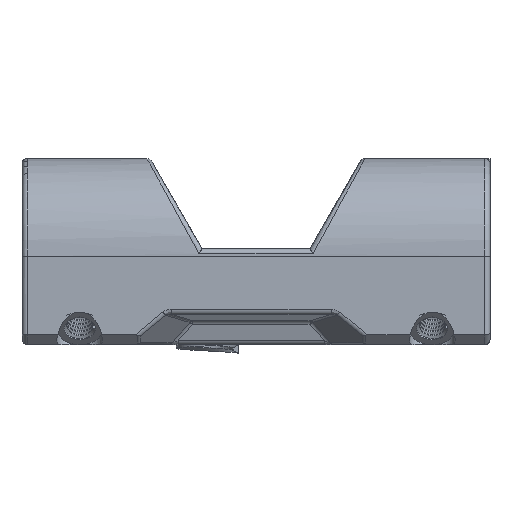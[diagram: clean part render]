
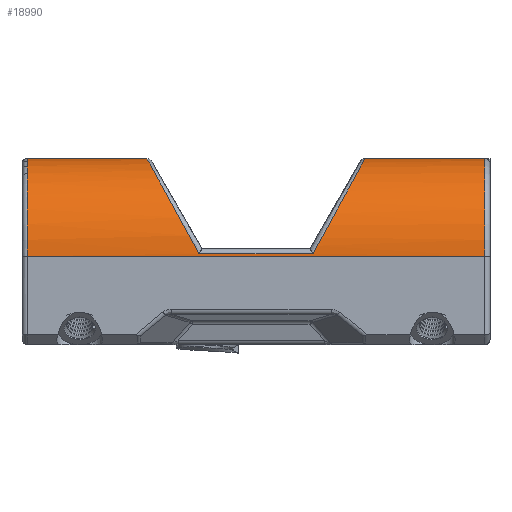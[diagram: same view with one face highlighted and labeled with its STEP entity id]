
A CAD part, front view. The second image highlights one B-rep face of the part: STEP entity #18990.
In plain terms, the highlighted cylindrical face has radius 9.4 mm (diameter 18.8 mm), a partial arc.
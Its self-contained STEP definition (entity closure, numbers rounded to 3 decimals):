
#212 = ORIENTED_EDGE ( 'NONE', *, *, #23552, .T. ) ;
#721 = LINE ( 'NONE', #4545, #10583 ) ;
#785 = CARTESIAN_POINT ( 'NONE',  ( 48.781, -53.267, -8.182 ) ) ;
#793 = ORIENTED_EDGE ( 'NONE', *, *, #10554, .T. ) ;
#1073 = CIRCLE ( 'NONE', #10923, 9.4 ) ;
#1145 = CYLINDRICAL_SURFACE ( 'NONE', #17849, 9.4 ) ;
#1206 = CARTESIAN_POINT ( 'NONE',  ( 32.878, -52.037, -12.322 ) ) ;
#1230 = CARTESIAN_POINT ( 'NONE',  ( 34.217, -70.445, -14.771 ) ) ;
#1310 = CARTESIAN_POINT ( 'NONE',  ( 46.591, -52.032, -12.34 ) ) ;
#1550 = EDGE_CURVE ( 'NONE', #14534, #8833, #721, .T. ) ;
#1612 = EDGE_CURVE ( 'NONE', #4621, #7433, #10342, .T. ) ;
#1917 = VECTOR ( 'NONE', #17633, 1000. ) ;
#2259 = VERTEX_POINT ( 'NONE', #24219 ) ;
#2560 = CARTESIAN_POINT ( 'NONE',  ( 50.193, -66.448, -5.6 ) ) ;
#2650 = DIRECTION ( 'NONE',  ( 1., 0., 0. ) ) ;
#2951 = ORIENTED_EDGE ( 'NONE', *, *, #12859, .T. ) ;
#3078 = CARTESIAN_POINT ( 'NONE',  ( 17.698, -52.032, -12.34 ) ) ;
#3715 = CARTESIAN_POINT ( 'NONE',  ( 45.18, -70.445, -14.771 ) ) ;
#4260 = CARTESIAN_POINT ( 'NONE',  ( 32.806, -52.032, -12.34 ) ) ;
#4473 = ORIENTED_EDGE ( 'NONE', *, *, #9038, .T. ) ;
#4545 = CARTESIAN_POINT ( 'NONE',  ( -56.121, -70.445, -14.771 ) ) ;
#4621 = VERTEX_POINT ( 'NONE', #3078 ) ;
#5999 = CARTESIAN_POINT ( 'NONE',  ( 17.698, -61.047, -15. ) ) ;
#6034 = VERTEX_POINT ( 'NONE', #1206 ) ;
#6216 = ORIENTED_EDGE ( 'NONE', *, *, #1612, .F. ) ;
#6780 = CIRCLE ( 'NONE', #9941, 9.4 ) ;
#6884 = CARTESIAN_POINT ( 'NONE',  ( 32.878, -52.037, -12.322 ) ) ;
#7125 = CARTESIAN_POINT ( 'NONE',  ( 32.848, -52.033, -12.335 ) ) ;
#7292 = CARTESIAN_POINT ( 'NONE',  ( 61.698, -52.032, -12.34 ) ) ;
#7433 = VERTEX_POINT ( 'NONE', #4260 ) ;
#7722 = EDGE_LOOP ( 'NONE', ( #11548, #11472, #8445, #4473, #13087, #23847, #21417, #212, #793, #6216, #2951 ) ) ;
#7750 = VECTOR ( 'NONE', #2650, 1000. ) ;
#8445 = ORIENTED_EDGE ( 'NONE', *, *, #20644, .F. ) ;
#8525 = VERTEX_POINT ( 'NONE', #19624 ) ;
#8556 = DIRECTION ( 'NONE',  ( 1., 0., 0. ) ) ;
#8759 = CARTESIAN_POINT ( 'NONE',  ( 32.878, -52.037, -12.322 ) ) ;
#8833 = VERTEX_POINT ( 'NONE', #13306 ) ;
#8842 = CARTESIAN_POINT ( 'NONE',  ( 46.574, -52.032, -12.34 ) ) ;
#8846 = CARTESIAN_POINT ( 'NONE',  ( 32.864, -52.035, -12.33 ) ) ;
#9038 = EDGE_CURVE ( 'NONE', #12600, #8525, #21664, .T. ) ;
#9375 = CARTESIAN_POINT ( 'NONE',  ( -56.121, -52.032, -12.34 ) ) ;
#9631 = VECTOR ( 'NONE', #20831, 1000. ) ;
#9678 = CARTESIAN_POINT ( 'NONE',  ( 46.518, -52.037, -12.322 ) ) ;
#9833 = CARTESIAN_POINT ( 'NONE',  ( 45.18, -70.445, -14.771 ) ) ;
#9941 = AXIS2_PLACEMENT_3D ( 'NONE', #16434, #14111, #18288 ) ;
#10283 =( BOUNDED_CURVE ( )  B_SPLINE_CURVE ( 3, ( #9678, #785, #22868, #15837 ),
 .UNSPECIFIED., .F., .T. ) 
 B_SPLINE_CURVE_WITH_KNOTS ( ( 4, 4 ),
 ( 5.001, 6.283 ),
 .UNSPECIFIED. ) 
 CURVE ( )  GEOMETRIC_REPRESENTATION_ITEM ( )  RATIONAL_B_SPLINE_CURVE ( ( 1., 0.868, 0.868, 1. ) ) 
 REPRESENTATION_ITEM ( '' )  );
#10319 = CARTESIAN_POINT ( 'NONE',  ( 48.131, -70.313, -9.372 ) ) ;
#10342 = LINE ( 'NONE', #11838, #1917 ) ;
#10554 = EDGE_CURVE ( 'NONE', #6034, #7433, #20114, .T. ) ;
#10579 = CARTESIAN_POINT ( 'NONE',  ( 32.806, -52.032, -12.34 ) ) ;
#10583 = VECTOR ( 'NONE', #21190, 1000. ) ;
#10876 = EDGE_CURVE ( 'NONE', #17277, #14534, #20647, .T. ) ;
#10923 = AXIS2_PLACEMENT_3D ( 'NONE', #5999, #13398, #11434 ) ;
#10950 = CARTESIAN_POINT ( 'NONE',  ( 32.824, -52.032, -12.339 ) ) ;
#11434 = DIRECTION ( 'NONE',  ( 0., -1., 0. ) ) ;
#11472 = ORIENTED_EDGE ( 'NONE', *, *, #17715, .T. ) ;
#11548 = ORIENTED_EDGE ( 'NONE', *, *, #12517, .T. ) ;
#11838 = CARTESIAN_POINT ( 'NONE',  ( -56.121, -52.032, -12.34 ) ) ;
#12147 = CARTESIAN_POINT ( 'NONE',  ( -56.121, -70.447, -15. ) ) ;
#12267 = CARTESIAN_POINT ( 'NONE',  ( -56.121, -61.047, -15. ) ) ;
#12315 = CARTESIAN_POINT ( 'NONE',  ( 46.534, -52.035, -12.33 ) ) ;
#12517 = EDGE_CURVE ( 'NONE', #15682, #2259, #19541, .T. ) ;
#12600 = VERTEX_POINT ( 'NONE', #21871 ) ;
#12838 = LINE ( 'NONE', #9375, #9631 ) ;
#12859 = EDGE_CURVE ( 'NONE', #4621, #15682, #1073, .T. ) ;
#13087 = ORIENTED_EDGE ( 'NONE', *, *, #17554, .T. ) ;
#13306 = CARTESIAN_POINT ( 'NONE',  ( 34.217, -70.445, -14.771 ) ) ;
#13398 = DIRECTION ( 'NONE',  ( 1., 0., 0. ) ) ;
#14111 = DIRECTION ( 'NONE',  ( -1., 0., 0. ) ) ;
#14534 = VERTEX_POINT ( 'NONE', #3715 ) ;
#14637 = CARTESIAN_POINT ( 'NONE',  ( 32.832, -52.032, -12.338 ) ) ;
#15682 = VERTEX_POINT ( 'NONE', #22506 ) ;
#15837 = CARTESIAN_POINT ( 'NONE',  ( 50.193, -61.047, -5.6 ) ) ;
#15848 = CARTESIAN_POINT ( 'NONE',  ( 50.193, -61.047, -5.6 ) ) ;
#16149 = VERTEX_POINT ( 'NONE', #7292 ) ;
#16373 = CARTESIAN_POINT ( 'NONE',  ( 46.526, -52.036, -12.327 ) ) ;
#16434 = CARTESIAN_POINT ( 'NONE',  ( 61.698, -61.047, -15. ) ) ;
#16494 = CARTESIAN_POINT ( 'NONE',  ( 46.543, -52.034, -12.333 ) ) ;
#17277 = VERTEX_POINT ( 'NONE', #15848 ) ;
#17358 = CARTESIAN_POINT ( 'NONE',  ( 50.193, -61.047, -5.6 ) ) ;
#17554 = EDGE_CURVE ( 'NONE', #8525, #17277, #10283, .T. ) ;
#17572 =( BOUNDED_CURVE ( )  B_SPLINE_CURVE ( 3, ( #1230, #20464, #20096, #8759 ),
 .UNSPECIFIED., .F., .T. ) 
 B_SPLINE_CURVE_WITH_KNOTS ( ( 4, 4 ),
 ( 1.595, 4.424 ),
 .UNSPECIFIED. ) 
 CURVE ( )  GEOMETRIC_REPRESENTATION_ITEM ( )  RATIONAL_B_SPLINE_CURVE ( ( 1., 0.437, 0.437, 1. ) ) 
 REPRESENTATION_ITEM ( '' )  );
#17633 = DIRECTION ( 'NONE',  ( 1., 0., 0. ) ) ;
#17715 = EDGE_CURVE ( 'NONE', #2259, #16149, #6780, .T. ) ;
#17849 = AXIS2_PLACEMENT_3D ( 'NONE', #12267, #8556, #18170 ) ;
#18170 = DIRECTION ( 'NONE',  ( 0., 1., 0. ) ) ;
#18288 = DIRECTION ( 'NONE',  ( 0., 1., 0. ) ) ;
#18990 = ADVANCED_FACE ( 'NONE', ( #19900 ), #1145, .T. ) ;
#19541 = LINE ( 'NONE', #12147, #7750 ) ;
#19624 = CARTESIAN_POINT ( 'NONE',  ( 46.518, -52.037, -12.322 ) ) ;
#19826 = CARTESIAN_POINT ( 'NONE',  ( 46.518, -52.037, -12.322 ) ) ;
#19900 = FACE_OUTER_BOUND ( 'NONE', #7722, .T. ) ;
#20096 = CARTESIAN_POINT ( 'NONE',  ( 25.461, -56.069, 1.246 ) ) ;
#20114 = B_SPLINE_CURVE_WITH_KNOTS ( 'NONE', 3,
 ( #6884, #8846, #7125, #14637, #10950, #24149, #10579 ),
 .UNSPECIFIED., .F., .F.,
 ( 4, 3, 4 ),
 ( 0., 0., 0. ),
 .UNSPECIFIED. ) ;
#20464 = CARTESIAN_POINT ( 'NONE',  ( 26.481, -70.1, -0.621 ) ) ;
#20644 = EDGE_CURVE ( 'NONE', #12600, #16149, #12838, .T. ) ;
#20647 =( BOUNDED_CURVE ( )  B_SPLINE_CURVE ( 3, ( #17358, #2560, #10319, #9833 ),
 .UNSPECIFIED., .F., .T. ) 
 B_SPLINE_CURVE_WITH_KNOTS ( ( 4, 4 ),
 ( 0., 1.546 ),
 .UNSPECIFIED. ) 
 CURVE ( )  GEOMETRIC_REPRESENTATION_ITEM ( )  RATIONAL_B_SPLINE_CURVE ( ( 1., 0.81, 0.81, 1. ) ) 
 REPRESENTATION_ITEM ( '' )  );
#20831 = DIRECTION ( 'NONE',  ( 1., 0., 0. ) ) ;
#21190 = DIRECTION ( 'NONE',  ( -1., 0., 0. ) ) ;
#21417 = ORIENTED_EDGE ( 'NONE', *, *, #1550, .T. ) ;
#21664 = B_SPLINE_CURVE_WITH_KNOTS ( 'NONE', 3,
 ( #1310, #8842, #21811, #16494, #12315, #16373, #19826 ),
 .UNSPECIFIED., .F., .F.,
 ( 4, 3, 4 ),
 ( 0., 0., 0. ),
 .UNSPECIFIED. ) ;
#21811 = CARTESIAN_POINT ( 'NONE',  ( 46.558, -52.032, -12.337 ) ) ;
#21871 = CARTESIAN_POINT ( 'NONE',  ( 46.591, -52.032, -12.34 ) ) ;
#22506 = CARTESIAN_POINT ( 'NONE',  ( 17.698, -70.447, -15. ) ) ;
#22868 = CARTESIAN_POINT ( 'NONE',  ( 50.193, -56.729, -5.6 ) ) ;
#23552 = EDGE_CURVE ( 'NONE', #8833, #6034, #17572, .T. ) ;
#23847 = ORIENTED_EDGE ( 'NONE', *, *, #10876, .T. ) ;
#24149 = CARTESIAN_POINT ( 'NONE',  ( 32.815, -52.032, -12.34 ) ) ;
#24219 = CARTESIAN_POINT ( 'NONE',  ( 61.698, -70.447, -15. ) ) ;
